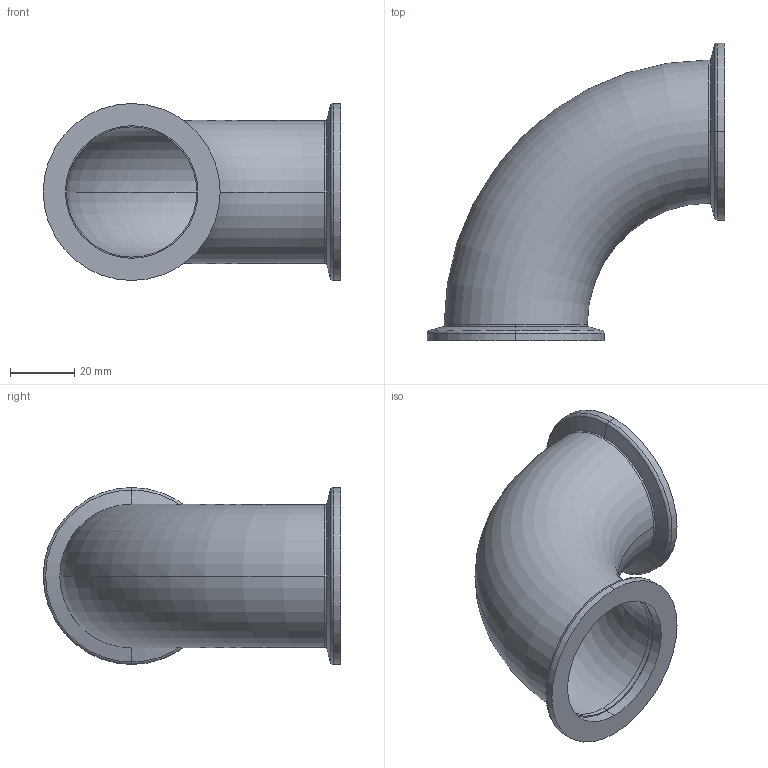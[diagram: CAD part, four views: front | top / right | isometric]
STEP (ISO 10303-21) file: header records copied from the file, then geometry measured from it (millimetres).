
FILE_DESCRIPTION (( 'STEP AP214' ), '1' );
FILE_NAME ('Hositrad_KE40-44.STEP', '2014-07-02T13:09:45', ( '' ), ( '' ), 'SwSTEP 2.0', 'SolidWorks 2014', '' );
FILE_SCHEMA (( 'AUTOMOTIVE_DESIGN' ));
Length unit declared in the file: millimetre
Products named in the file (3): Hositrad_KE40-44; Elbow44.5; KF40-44.5WS
Assembly tree (3 placements, depth 2):
  Hositrad_KE40-44
    Elbow44.5
    KF40-44.5WS  x2
Bounding box: 92.5 x 92.5 x 55 mm (x, y, z)
Volume: 33496.6 mm3; surface area: 32841.4 mm2
Topology: 3 solids, 3 shells, 38 faces, 84 edges, 52 vertices
Faces by surface type: cylinder 20, torus 8, plane 6, cone 4
Entity records: 886 total; most frequent: DIRECTION 168, CARTESIAN_POINT 130, ORIENTED_EDGE 120, AXIS2_PLACEMENT_3D 76, EDGE_CURVE 60, CIRCLE 44, VERTEX_POINT 38, EDGE_LOOP 30
